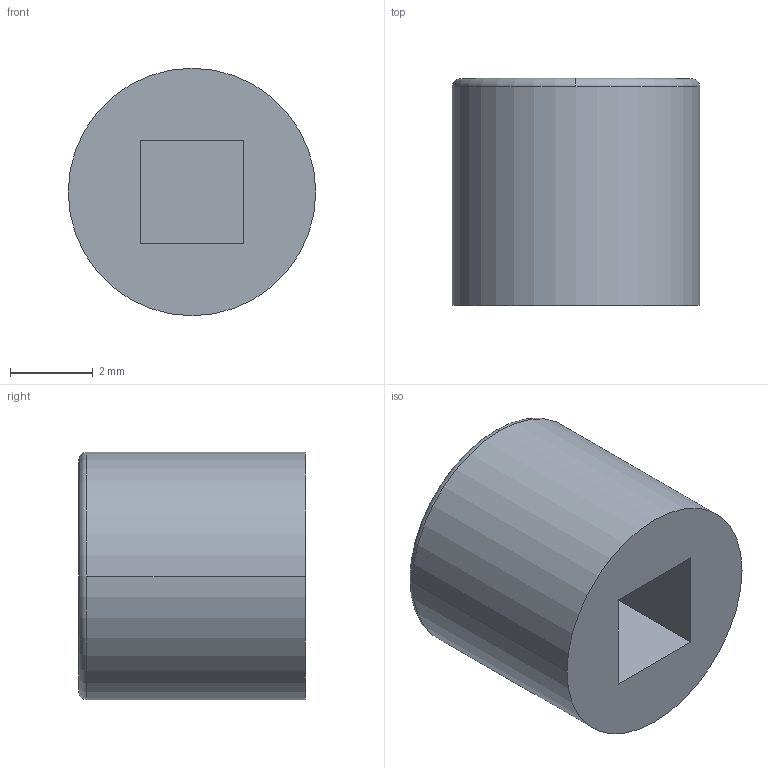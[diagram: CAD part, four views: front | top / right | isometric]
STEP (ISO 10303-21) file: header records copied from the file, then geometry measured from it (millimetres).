
FILE_DESCRIPTION(('STEP AP242'),'1');
FILE_NAME('b32-2010.stp','2021-12-23T13:58:35',('TraceParts'),('TraceParts S.A.'),'Spatial InterOp 3D',' ',' ');
FILE_SCHEMA(('AP242_MANAGED_MODEL_BASED_3D_ENGINEERING_MIM_LF {1 0 10303 442 1 1 4}'));
Length unit declared in the file: millimetre
Products named in the file (1): b32-2010
Bounding box: 6 x 5.5 x 6 mm (x, y, z)
Volume: 137.8 mm3; surface area: 186.6 mm2
Topology: 1 solids, 1 shells, 11 faces, 25 edges, 17 vertices
Faces by surface type: plane 7, cylinder 2, torus 2
Entity records: 422 total; most frequent: DIRECTION 60, CARTESIAN_POINT 54, ORIENTED_EDGE 50, EDGE_CURVE 25, AXIS2_PLACEMENT_3D 23, VERTEX_POINT 17, LINE 14, VECTOR 14
